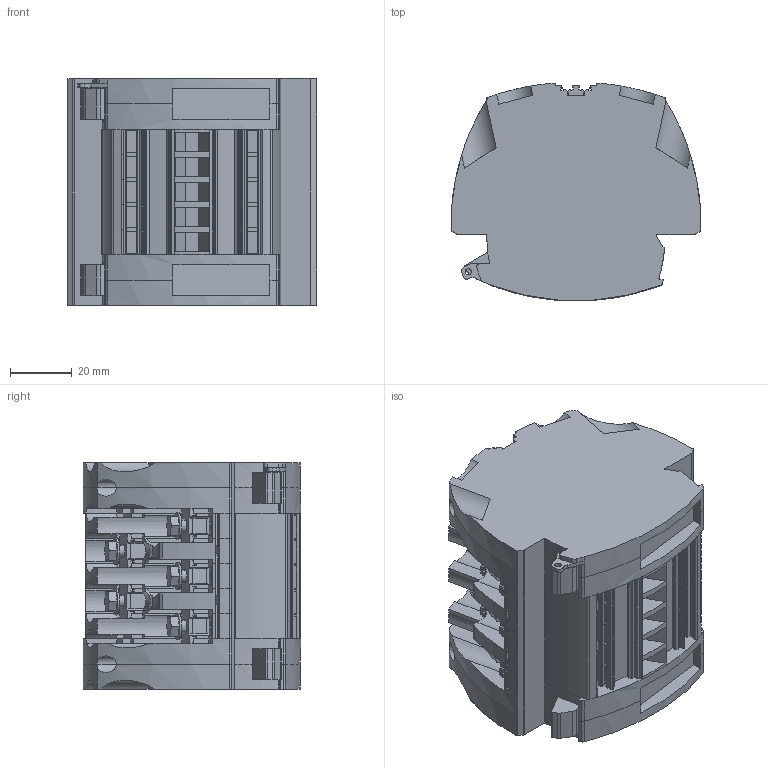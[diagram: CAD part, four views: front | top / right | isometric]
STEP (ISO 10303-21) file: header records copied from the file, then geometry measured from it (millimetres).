
FILE_DESCRIPTION(('SolidDesigner STEP Export'),'2;1');
FILE_NAME('3969921_RSCWE_6_3_5-select.stp','2016-03-31T13:52:59',(''),(''),'Creo Elements/Direct Modeling STEP processor for AP214 (Solid Model)','Creo Elements/Direct Modeling 18.1G 27-Feb-2015 (C) Parametric Technology GmbH','');
FILE_SCHEMA(('AUTOMOTIVE_DESIGN { 1 0 10303 214 1 1 1 1 }'));
Products named in the file (2): 3969921_RSCWE_6_3_5-select
Assembly tree (1 placements, depth 2):
  3969921_RSCWE_6_3_5-select
    3969921_RSCWE_6_3_5-select
Bounding box: 80.95 x 70.49 x 73.35 mm (x, y, z)
Volume: 282141.6 mm3; surface area: 48269.3 mm2
Topology: 1 solids, 1 shells, 2020 faces, 6063 edges, 3996 vertices
Faces by surface type: plane 1527, cylinder 476, bspline 17
Entity records: 92212 total; most frequent: CARTESIAN_POINT 22475, ORIENTED_EDGE 12126, DIRECTION 9999, EDGE_CURVE 6063, VECTOR 4749, LINE 4749, VERTEX_POINT 3996, AXIS2_PLACEMENT_3D 2625
